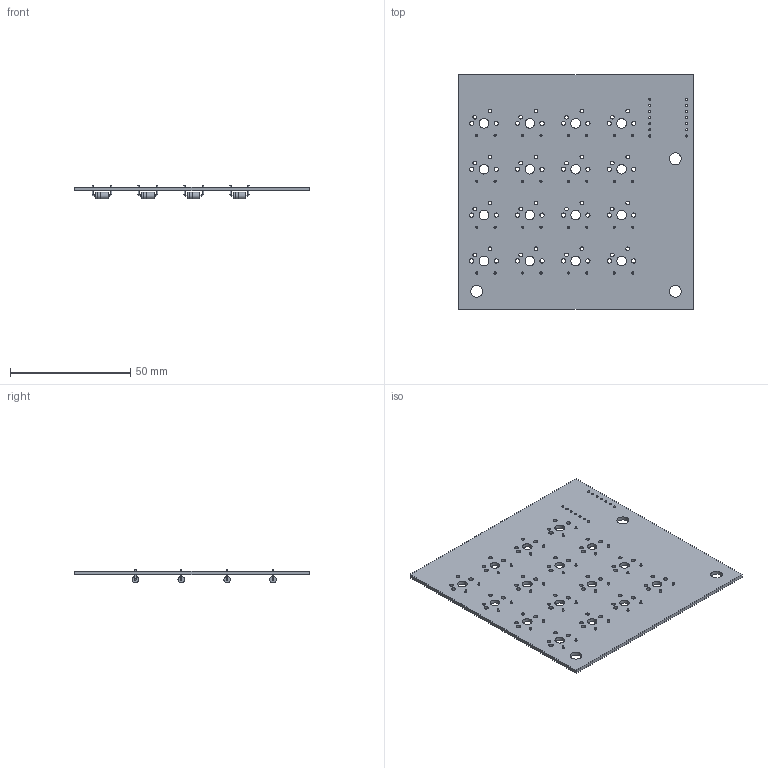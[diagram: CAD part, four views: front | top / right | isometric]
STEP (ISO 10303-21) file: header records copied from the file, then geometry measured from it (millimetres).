
FILE_DESCRIPTION(('KiCad electronic assembly'),'2;1');
FILE_NAME('Keyboard.step','2025-11-27T18:24:18',('Pcbnew'),('Kicad'), 'Open CASCADE STEP processor 7.8','KiCad to STEP converter','Unknown' );
FILE_SCHEMA(('AUTOMOTIVE_DESIGN { 1 0 10303 214 1 1 1 1 }'));
Length unit declared in the file: millimetre
Products named in the file (3): Keyboard 1; D_A-405_P7.62mm_Horizontal; Keyboard_PCB
Assembly tree (17 placements, depth 2):
  Keyboard 1
    D_A-405_P7.62mm_Horizontal  x16
    Keyboard_PCB
Bounding box: 97.5 x 97.5 x 5.71 mm (x, y, z)
Volume: 14242.5 mm3; surface area: 21032.9 mm2
Topology: 17 solids, 17 shells, 375 faces, 767 edges, 490 vertices
Faces by surface type: cylinder 241, plane 102, torus 32
Full cylindrical faces by diameter (mm): 0.6 x64, 0.889 x14, 0.9 x32, 1.5 x32, 1.75 x32, 2.7 x32, 2.72 x16, 4 x16, 5 x3
Entity records: 5806 total; most frequent: DIRECTION 1032, CARTESIAN_POINT 870, ORIENTED_EDGE 844, AXIS2_PLACEMENT_3D 442, EDGE_CURVE 422, FACE_BOUND 412, EDGE_LOOP 412, VERTEX_POINT 280
